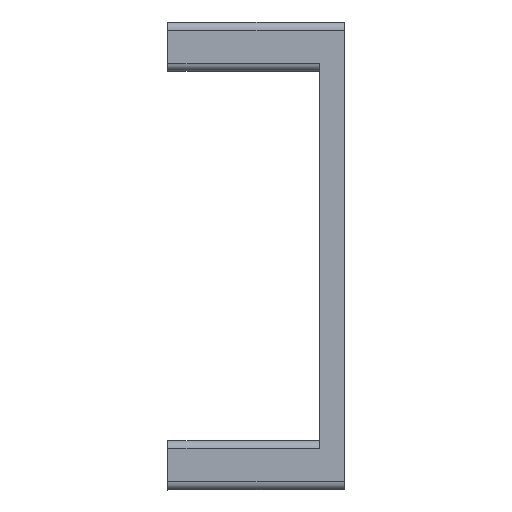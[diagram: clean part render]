
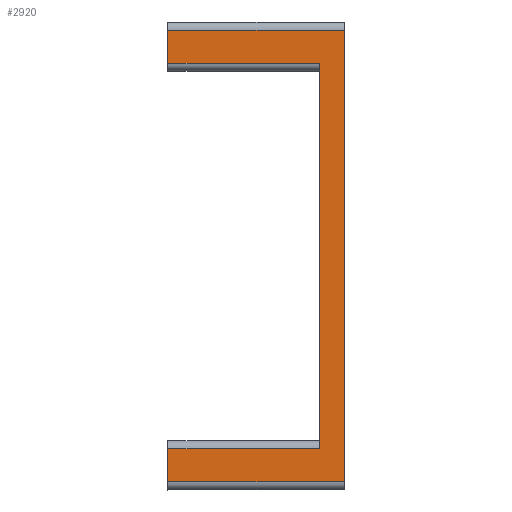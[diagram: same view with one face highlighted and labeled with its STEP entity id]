
A CAD part, left-side view. The second image highlights one B-rep face of the part: STEP entity #2920.
In plain terms, the highlighted planar face has unit normal (-1, 0, 0).
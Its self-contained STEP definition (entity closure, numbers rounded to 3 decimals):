
#80=PLANE('',#3122);
#198=FACE_OUTER_BOUND('',#370,.T.);
#370=EDGE_LOOP('',(#2241,#2242,#2243,#2244,#2245,#2246,#2247,#2248));
#524=LINE('',#4068,#879);
#531=LINE('',#4093,#886);
#550=LINE('',#4144,#905);
#662=LINE('',#4426,#1017);
#665=LINE('',#4432,#1020);
#666=LINE('',#4435,#1021);
#667=LINE('',#4437,#1022);
#668=LINE('',#4438,#1023);
#879=VECTOR('',#3281,10.);
#886=VECTOR('',#3302,10.);
#905=VECTOR('',#3353,10.);
#1017=VECTOR('',#3533,10.);
#1020=VECTOR('',#3542,10.);
#1021=VECTOR('',#3545,10.);
#1022=VECTOR('',#3546,10.);
#1023=VECTOR('',#3547,10.);
#1306=VERTEX_POINT('',#4065);
#1307=VERTEX_POINT('',#4067);
#1318=VERTEX_POINT('',#4091);
#1334=VERTEX_POINT('',#4143);
#1469=VERTEX_POINT('',#4423);
#1470=VERTEX_POINT('',#4425);
#1471=VERTEX_POINT('',#4434);
#1472=VERTEX_POINT('',#4436);
#1590=EDGE_CURVE('',#1306,#1307,#524,.T.);
#1603=EDGE_CURVE('',#1318,#1306,#531,.T.);
#1628=EDGE_CURVE('',#1307,#1334,#550,.T.);
#1770=EDGE_CURVE('',#1469,#1470,#662,.T.);
#1774=EDGE_CURVE('',#1334,#1469,#665,.T.);
#1775=EDGE_CURVE('',#1471,#1318,#666,.T.);
#1776=EDGE_CURVE('',#1471,#1472,#667,.T.);
#1777=EDGE_CURVE('',#1470,#1472,#668,.T.);
#2241=ORIENTED_EDGE('',*,*,#1590,.F.);
#2242=ORIENTED_EDGE('',*,*,#1603,.F.);
#2243=ORIENTED_EDGE('',*,*,#1775,.F.);
#2244=ORIENTED_EDGE('',*,*,#1776,.T.);
#2245=ORIENTED_EDGE('',*,*,#1777,.F.);
#2246=ORIENTED_EDGE('',*,*,#1770,.F.);
#2247=ORIENTED_EDGE('',*,*,#1774,.F.);
#2248=ORIENTED_EDGE('',*,*,#1628,.F.);
#2920=ADVANCED_FACE('',(#198),#80,.T.);
#3122=AXIS2_PLACEMENT_3D('',#4433,#3543,#3544);
#3281=DIRECTION('',(0.,-1.,0.));
#3302=DIRECTION('',(0.,0.,1.));
#3353=DIRECTION('',(0.,0.,1.));
#3533=DIRECTION('',(0.,0.,1.));
#3542=DIRECTION('',(0.,1.,0.));
#3543=DIRECTION('center_axis',(-1.,0.,0.));
#3544=DIRECTION('ref_axis',(0.,0.,
1.));
#3545=DIRECTION('',(0.,1.,0.));
#3546=DIRECTION('',(0.,0.,1.));
#3547=DIRECTION('',(0.,-1.,0.));
#4065=CARTESIAN_POINT('',(56.431,32.881,7.));
#4067=CARTESIAN_POINT('',(56.431,14.431,7.));
#4068=CARTESIAN_POINT('',(56.431,12.931,7.));
#4091=CARTESIAN_POINT('',(56.431,32.881,3.));
#4093=CARTESIAN_POINT('',(56.431,32.881,2.));
#4143=CARTESIAN_POINT('',(56.431,14.431,54.));
#4144=CARTESIAN_POINT('',(56.431,14.431,2.));
#4423=CARTESIAN_POINT('',(56.431,32.881,54.));
#4425=CARTESIAN_POINT('',(56.431,32.881,58.));
#4426=CARTESIAN_POINT('',(56.431,32.881,2.));
#4432=CARTESIAN_POINT('',(56.431,12.931,54.));
#4433=CARTESIAN_POINT('Origin',(56.431,11.431,12.));
#4434=CARTESIAN_POINT('',(56.431,11.431,3.));
#4435=CARTESIAN_POINT('',(56.431,11.431,3.));
#4436=CARTESIAN_POINT('',(56.431,11.431,58.));
#4437=CARTESIAN_POINT('',(56.431,11.431,2.));
#4438=CARTESIAN_POINT('',(56.431,11.431,58.));
